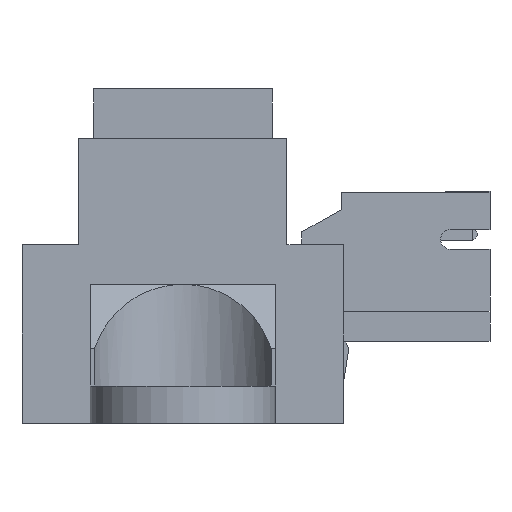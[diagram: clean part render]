
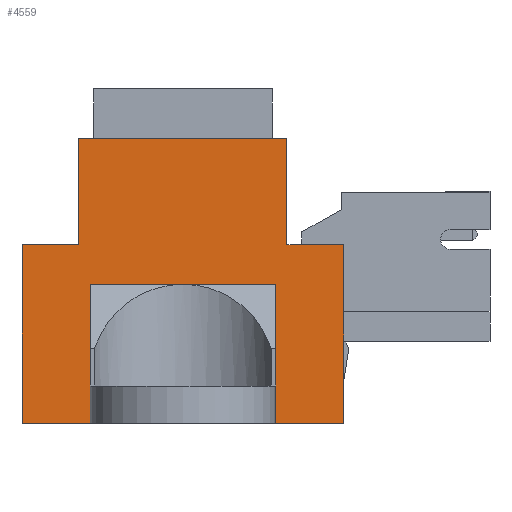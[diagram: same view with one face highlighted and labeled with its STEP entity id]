
A CAD part, left-side view. The second image highlights one B-rep face of the part: STEP entity #4559.
In plain terms, the highlighted planar face has unit normal (-1, 0, 0).
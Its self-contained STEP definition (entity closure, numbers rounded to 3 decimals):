
#4559 = ADVANCED_FACE('',(#4560),#4666,.T.);
#4560 = FACE_BOUND('',#4561,.T.);
#4561 = EDGE_LOOP('',(#4562,#4572,#4580,#4588,#4596,#4604,#4612,#4620,
    #4628,#4636,#4644,#4652,#4660));
#4562 = ORIENTED_EDGE('',*,*,#4563,.T.);
#4563 = EDGE_CURVE('',#4564,#4566,#4568,.T.);
#4564 = VERTEX_POINT('',#4565);
#4565 = CARTESIAN_POINT('',(-14.75,-6.5,0.01));
#4566 = VERTEX_POINT('',#4567);
#4567 = CARTESIAN_POINT('',(-14.75,-6.5,7.21));
#4568 = LINE('',#4569,#4570);
#4569 = CARTESIAN_POINT('',(-14.75,-6.5,0.01));
#4570 = VECTOR('',#4571,1.);
#4571 = DIRECTION('',(0.,0.,1.));
#4572 = ORIENTED_EDGE('',*,*,#4573,.T.);
#4573 = EDGE_CURVE('',#4566,#4574,#4576,.T.);
#4574 = VERTEX_POINT('',#4575);
#4575 = CARTESIAN_POINT('',(-14.75,-4.2,7.21));
#4576 = LINE('',#4577,#4578);
#4577 = CARTESIAN_POINT('',(-14.75,-6.5,7.21));
#4578 = VECTOR('',#4579,1.);
#4579 = DIRECTION('',(0.,1.,0.));
#4580 = ORIENTED_EDGE('',*,*,#4581,.T.);
#4581 = EDGE_CURVE('',#4574,#4582,#4584,.T.);
#4582 = VERTEX_POINT('',#4583);
#4583 = CARTESIAN_POINT('',(-14.75,-4.2,11.51));
#4584 = LINE('',#4585,#4586);
#4585 = CARTESIAN_POINT('',(-14.75,-4.2,7.21));
#4586 = VECTOR('',#4587,1.);
#4587 = DIRECTION('',(0.,0.,1.));
#4588 = ORIENTED_EDGE('',*,*,#4589,.T.);
#4589 = EDGE_CURVE('',#4582,#4590,#4592,.T.);
#4590 = VERTEX_POINT('',#4591);
#4591 = CARTESIAN_POINT('',(-14.75,4.2,11.51));
#4592 = LINE('',#4593,#4594);
#4593 = CARTESIAN_POINT('',(-14.75,-4.2,11.51));
#4594 = VECTOR('',#4595,1.);
#4595 = DIRECTION('',(0.,1.,0.));
#4596 = ORIENTED_EDGE('',*,*,#4597,.T.);
#4597 = EDGE_CURVE('',#4590,#4598,#4600,.T.);
#4598 = VERTEX_POINT('',#4599);
#4599 = CARTESIAN_POINT('',(-14.75,4.2,7.21));
#4600 = LINE('',#4601,#4602);
#4601 = CARTESIAN_POINT('',(-14.75,4.2,11.51));
#4602 = VECTOR('',#4603,1.);
#4603 = DIRECTION('',(0.,0.,-1.));
#4604 = ORIENTED_EDGE('',*,*,#4605,.T.);
#4605 = EDGE_CURVE('',#4598,#4606,#4608,.T.);
#4606 = VERTEX_POINT('',#4607);
#4607 = CARTESIAN_POINT('',(-14.75,6.5,7.21));
#4608 = LINE('',#4609,#4610);
#4609 = CARTESIAN_POINT('',(-14.75,4.2,7.21));
#4610 = VECTOR('',#4611,1.);
#4611 = DIRECTION('',(0.,1.,0.));
#4612 = ORIENTED_EDGE('',*,*,#4613,.T.);
#4613 = EDGE_CURVE('',#4606,#4614,#4616,.T.);
#4614 = VERTEX_POINT('',#4615);
#4615 = CARTESIAN_POINT('',(-14.75,6.5,0.01));
#4616 = LINE('',#4617,#4618);
#4617 = CARTESIAN_POINT('',(-14.75,6.5,7.21));
#4618 = VECTOR('',#4619,1.);
#4619 = DIRECTION('',(0.,0.,-1.));
#4620 = ORIENTED_EDGE('',*,*,#4621,.T.);
#4621 = EDGE_CURVE('',#4614,#4622,#4624,.T.);
#4622 = VERTEX_POINT('',#4623);
#4623 = CARTESIAN_POINT('',(-14.75,3.75,0.01));
#4624 = LINE('',#4625,#4626);
#4625 = CARTESIAN_POINT('',(-14.75,6.5,0.01));
#4626 = VECTOR('',#4627,1.);
#4627 = DIRECTION('',(0.,-1.,0.));
#4628 = ORIENTED_EDGE('',*,*,#4629,.T.);
#4629 = EDGE_CURVE('',#4622,#4630,#4632,.T.);
#4630 = VERTEX_POINT('',#4631);
#4631 = CARTESIAN_POINT('',(-14.75,3.75,5.61));
#4632 = LINE('',#4633,#4634);
#4633 = CARTESIAN_POINT('',(-14.75,3.75,0.01));
#4634 = VECTOR('',#4635,1.);
#4635 = DIRECTION('',(0.,0.,1.));
#4636 = ORIENTED_EDGE('',*,*,#4637,.F.);
#4637 = EDGE_CURVE('',#4638,#4630,#4640,.T.);
#4638 = VERTEX_POINT('',#4639);
#4639 = CARTESIAN_POINT('',(-14.75,0.,5.61));
#4640 = LINE('',#4641,#4642);
#4641 = CARTESIAN_POINT('',(-14.75,-3.75,5.61));
#4642 = VECTOR('',#4643,1.);
#4643 = DIRECTION('',(0.,1.,0.));
#4644 = ORIENTED_EDGE('',*,*,#4645,.F.);
#4645 = EDGE_CURVE('',#4646,#4638,#4648,.T.);
#4646 = VERTEX_POINT('',#4647);
#4647 = CARTESIAN_POINT('',(-14.75,-3.75,5.61));
#4648 = LINE('',#4649,#4650);
#4649 = CARTESIAN_POINT('',(-14.75,-3.75,5.61));
#4650 = VECTOR('',#4651,1.);
#4651 = DIRECTION('',(0.,1.,0.));
#4652 = ORIENTED_EDGE('',*,*,#4653,.F.);
#4653 = EDGE_CURVE('',#4654,#4646,#4656,.T.);
#4654 = VERTEX_POINT('',#4655);
#4655 = CARTESIAN_POINT('',(-14.75,-3.75,0.01));
#4656 = LINE('',#4657,#4658);
#4657 = CARTESIAN_POINT('',(-14.75,-3.75,0.01));
#4658 = VECTOR('',#4659,1.);
#4659 = DIRECTION('',(0.,0.,1.));
#4660 = ORIENTED_EDGE('',*,*,#4661,.T.);
#4661 = EDGE_CURVE('',#4654,#4564,#4662,.T.);
#4662 = LINE('',#4663,#4664);
#4663 = CARTESIAN_POINT('',(-14.75,6.5,0.01));
#4664 = VECTOR('',#4665,1.);
#4665 = DIRECTION('',(0.,-1.,0.));
#4666 = PLANE('',#4667);
#4667 = AXIS2_PLACEMENT_3D('',#4668,#4669,#4670);
#4668 = CARTESIAN_POINT('',(-14.75,-1.95,5.076));
#4669 = DIRECTION('',(-1.,0.,0.));
#4670 = DIRECTION('',(0.,-1.,0.));
